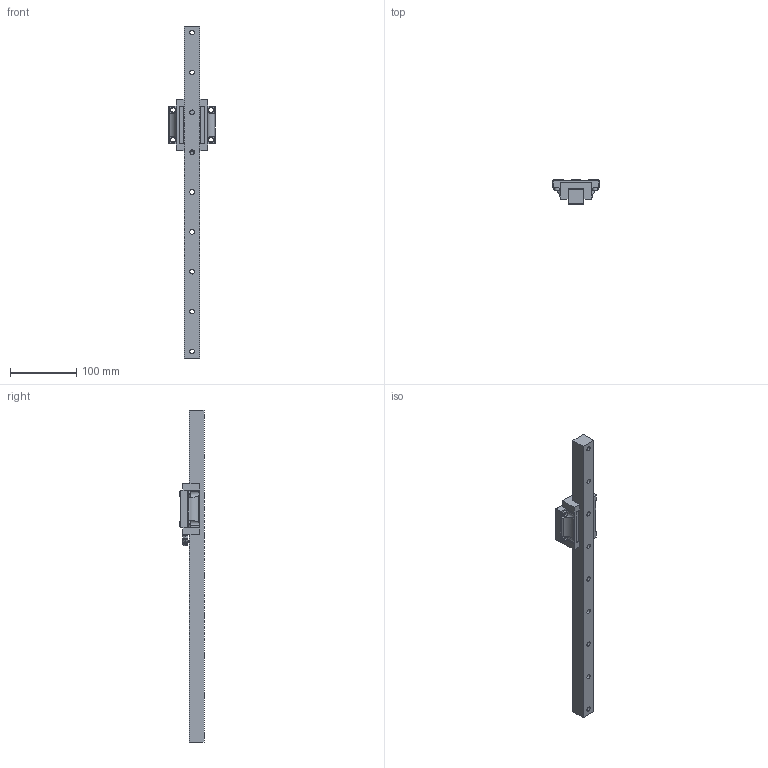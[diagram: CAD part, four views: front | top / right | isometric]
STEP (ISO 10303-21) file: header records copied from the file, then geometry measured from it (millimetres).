
FILE_DESCRIPTION((''),'2;1');
FILE_NAME('BRS25-A0_MISUMI_ASM','2013-03-29T',('SM6131'),(''),'PRO/ENGINEER BY PARAMETRIC TECHNOLOGY CORPORATION, 2009460','PRO/ENGINEER BY PARAMETRIC TECHNOLOGY CORPORATION, 2009460','');
FILE_SCHEMA(('CONFIG_CONTROL_DESIGN'));
Length unit declared in the file: millimetre
Products named in the file (5): BRR25_MISUMI_INST; BRC25-A0; VN-SB-M6-06-00; BRC25-A0_9_ASM; BRS25-A0_MISUMI_ASM
Assembly tree (4 placements, depth 3):
  BRS25-A0_MISUMI_ASM
    BRR25_MISUMI_INST
    BRC25-A0_9_ASM
      BRC25-A0
      VN-SB-M6-06-00
Bounding box: 69.95 x 36.2 x 500 mm (x, y, z)
Volume: 320536 mm3; surface area: 77393.7 mm2
Topology: 3 solids, 11 shells, 270 faces, 698 edges, 454 vertices
Faces by surface type: plane 122, cylinder 99, cone 21, bspline 20, sphere 4, torus 4
Entity records: 10281 total; most frequent: CARTESIAN_POINT 3613, ORIENTED_EDGE 1356, DIRECTION 1340, EDGE_CURVE 694, AXIS2_PLACEMENT_3D 488, VERTEX_POINT 454, VECTOR 364, LINE 364
